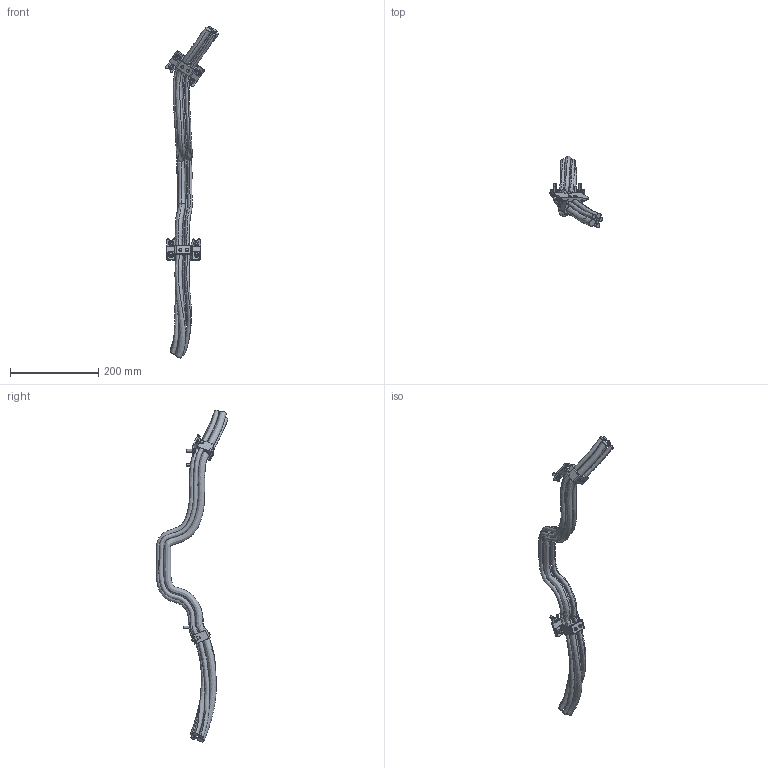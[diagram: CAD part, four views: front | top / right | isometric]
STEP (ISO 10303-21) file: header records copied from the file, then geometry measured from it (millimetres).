
FILE_DESCRIPTION (( 'STEP AP214' ), '1' );
FILE_NAME ('IRB2600_20-165_CABLES_LINK2_rev00.STEP', '2016-12-02T11:52:41', ( 'ABB' ), ( 'ABB' ), 'SwSTEP 2.0', 'SolidWorks 2014', '' );
FILE_SCHEMA (( 'AUTOMOTIVE_DESIGN' ));
Length unit declared in the file: millimetre
Products named in the file (1): IRB2600_20-165_CABLES_LINK2_rev00
Bounding box: 120.39 x 162.8 x 751.93 mm (x, y, z)
Volume: 502807.2 mm3; surface area: 201004.3 mm2
Topology: 23 solids, 25 shells, 452 faces, 1116 edges, 735 vertices
Faces by surface type: plane 189, cylinder 183, bspline 64, cone 16
Entity records: 27616 total; most frequent: CARTESIAN_POINT 12929, ORIENTED_EDGE 2232, DIRECTION 2049, EDGE_CURVE 1116, AXIS2_PLACEMENT_3D 780, VERTEX_POINT 735, EDGE_LOOP 495, VECTOR 489
